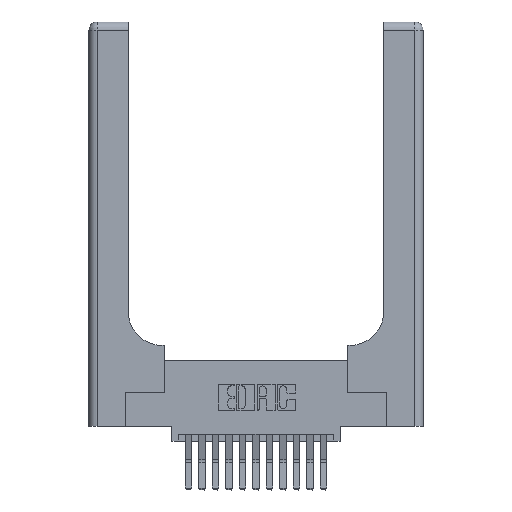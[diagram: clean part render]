
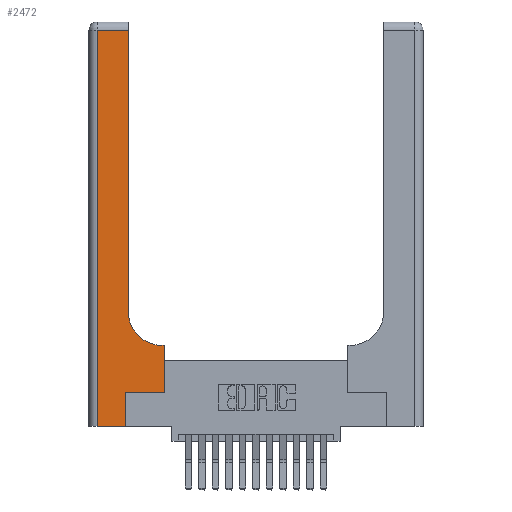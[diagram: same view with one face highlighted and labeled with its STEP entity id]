
A CAD part, top view. The second image highlights one B-rep face of the part: STEP entity #2472.
In plain terms, the highlighted planar face has unit normal (0, 0, 1).
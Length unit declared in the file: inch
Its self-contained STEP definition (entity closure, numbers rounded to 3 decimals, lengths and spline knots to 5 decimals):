
#78 = EDGE_CURVE ( 'NONE', #16690, #12696, #4189, .T. ) ;
#99 = CARTESIAN_POINT ( 'NONE',  ( 0.5415, 0.6, 0.37 ) ) ;
#228 = ORIENTED_EDGE ( 'NONE', *, *, #7971, .T. ) ;
#248 = ORIENTED_EDGE ( 'NONE', *, *, #9437, .T. ) ;
#417 = CARTESIAN_POINT ( 'NONE',  ( 0.06, 0., 0.37 ) ) ;
#670 = CARTESIAN_POINT ( 'NONE',  ( 0.269, 0., 0.37 ) ) ;
#778 = EDGE_CURVE ( 'NONE', #13365, #10786, #7771, .T. ) ;
#1132 = VECTOR ( 'NONE', #5785, 39.37008 ) ;
#1397 = CARTESIAN_POINT ( 'NONE',  ( 0.269, 0.25, 0.37 ) ) ;
#1437 = EDGE_CURVE ( 'NONE', #5588, #14268, #8379, .T. ) ;
#1597 = DIRECTION ( 'NONE',  ( -1., 0., 0. ) ) ;
#1872 = CARTESIAN_POINT ( 'NONE',  ( 0., 0., 0.37 ) ) ;
#1957 = CARTESIAN_POINT ( 'NONE',  ( 0., 2.94, 0.37 ) ) ;
#2472 = ADVANCED_FACE ( 'NONE', ( #17949 ), #3981, .F. ) ;
#3281 = VECTOR ( 'NONE', #1597, 39.37008 ) ;
#3331 = CARTESIAN_POINT ( 'NONE',  ( 0.06, 2.94, 0.37 ) ) ;
#3432 = CARTESIAN_POINT ( 'NONE',  ( 0.5415, 0.85, 0.37 ) ) ;
#3443 = CARTESIAN_POINT ( 'NONE',  ( 0.2915, 0.6, 0.37 ) ) ;
#3568 = EDGE_CURVE ( 'NONE', #12748, #5588, #16706, .T. ) ;
#3770 = DIRECTION ( 'NONE',  ( -1., 0., 0. ) ) ;
#3804 = DIRECTION ( 'NONE',  ( 0., 0., -1. ) ) ;
#3917 = CARTESIAN_POINT ( 'NONE',  ( 0., 3., 0.37 ) ) ;
#3936 = DIRECTION ( 'NONE',  ( 1., 0., 0. ) ) ;
#3981 = PLANE ( 'NONE',  #15072 ) ;
#4189 = LINE ( 'NONE', #1957, #3281 ) ;
#4845 = DIRECTION ( 'NONE',  ( 0., 1., 0. ) ) ;
#4882 = DIRECTION ( 'NONE',  ( 1., 0., 0. ) ) ;
#4951 = CARTESIAN_POINT ( 'NONE',  ( 0.269, 0., 0.37 ) ) ;
#4972 = VECTOR ( 'NONE', #16309, 39.37008 ) ;
#5428 = ORIENTED_EDGE ( 'NONE', *, *, #778, .T. ) ;
#5588 = VERTEX_POINT ( 'NONE', #670 ) ;
#5785 = DIRECTION ( 'NONE',  ( 0., 1., 0. ) ) ;
#5949 = EDGE_LOOP ( 'NONE', ( #228, #8472, #10709, #12000, #12433, #10506, #248, #5428, #10146 ) ) ;
#6241 = DIRECTION ( 'NONE',  ( -1., 0., 0. ) ) ;
#7192 = EDGE_CURVE ( 'NONE', #14268, #16815, #8651, .T. ) ;
#7312 = CARTESIAN_POINT ( 'NONE',  ( 0.2915, 3., 0.37 ) ) ;
#7658 = DIRECTION ( 'NONE',  ( 1., 0., 0. ) ) ;
#7771 = LINE ( 'NONE', #3443, #11090 ) ;
#7971 = EDGE_CURVE ( 'NONE', #11931, #16690, #16604, .T. ) ;
#8001 = CIRCLE ( 'NONE', #14417, 0.25 ) ;
#8303 = LINE ( 'NONE', #14167, #11601 ) ;
#8305 = EDGE_CURVE ( 'NONE', #12696, #12748, #16532, .T. ) ;
#8379 = LINE ( 'NONE', #4951, #17974 ) ;
#8472 = ORIENTED_EDGE ( 'NONE', *, *, #78, .T. ) ;
#8651 = LINE ( 'NONE', #16465, #9568 ) ;
#9437 = EDGE_CURVE ( 'NONE', #16815, #13365, #8303, .T. ) ;
#9568 = VECTOR ( 'NONE', #3936, 39.37008 ) ;
#10029 = DIRECTION ( 'NONE',  ( 0., 1., 0. ) ) ;
#10146 = ORIENTED_EDGE ( 'NONE', *, *, #11485, .T. ) ;
#10499 = CARTESIAN_POINT ( 'NONE',  ( 0.5585, 0.25, 0.37 ) ) ;
#10506 = ORIENTED_EDGE ( 'NONE', *, *, #7192, .T. ) ;
#10709 = ORIENTED_EDGE ( 'NONE', *, *, #8305, .T. ) ;
#10786 = VERTEX_POINT ( 'NONE', #99 ) ;
#10871 = CARTESIAN_POINT ( 'NONE',  ( 0.5585, 0.6, 0.37 ) ) ;
#11090 = VECTOR ( 'NONE', #6241, 39.37008 ) ;
#11485 = EDGE_CURVE ( 'NONE', #10786, #11931, #8001, .T. ) ;
#11601 = VECTOR ( 'NONE', #10029, 39.37008 ) ;
#11724 = CARTESIAN_POINT ( 'NONE',  ( 0.2915, 2.94, 0.37 ) ) ;
#11931 = VERTEX_POINT ( 'NONE', #12865 ) ;
#12000 = ORIENTED_EDGE ( 'NONE', *, *, #3568, .T. ) ;
#12433 = ORIENTED_EDGE ( 'NONE', *, *, #1437, .T. ) ;
#12696 = VERTEX_POINT ( 'NONE', #3331 ) ;
#12748 = VERTEX_POINT ( 'NONE', #417 ) ;
#12865 = CARTESIAN_POINT ( 'NONE',  ( 0.2915, 0.85, 0.37 ) ) ;
#13365 = VERTEX_POINT ( 'NONE', #10871 ) ;
#13369 = DIRECTION ( 'NONE',  ( 0., 0., -1. ) ) ;
#14167 = CARTESIAN_POINT ( 'NONE',  ( 0.5585, 0.25, 0.37 ) ) ;
#14268 = VERTEX_POINT ( 'NONE', #1397 ) ;
#14417 = AXIS2_PLACEMENT_3D ( 'NONE', #3432, #13369, #4882 ) ;
#14966 = CARTESIAN_POINT ( 'NONE',  ( 0.06, 3., 0.37 ) ) ;
#15072 = AXIS2_PLACEMENT_3D ( 'NONE', #3917, #3804, #3770 ) ;
#16309 = DIRECTION ( 'NONE',  ( 0., -1., 0. ) ) ;
#16465 = CARTESIAN_POINT ( 'NONE',  ( 0.269, 0.25, 0.37 ) ) ;
#16532 = LINE ( 'NONE', #14966, #4972 ) ;
#16604 = LINE ( 'NONE', #7312, #1132 ) ;
#16690 = VERTEX_POINT ( 'NONE', #11724 ) ;
#16706 = LINE ( 'NONE', #1872, #17101 ) ;
#16815 = VERTEX_POINT ( 'NONE', #10499 ) ;
#17101 = VECTOR ( 'NONE', #7658, 39.37008 ) ;
#17949 = FACE_OUTER_BOUND ( 'NONE', #5949, .T. ) ;
#17974 = VECTOR ( 'NONE', #4845, 39.37008 ) ;
